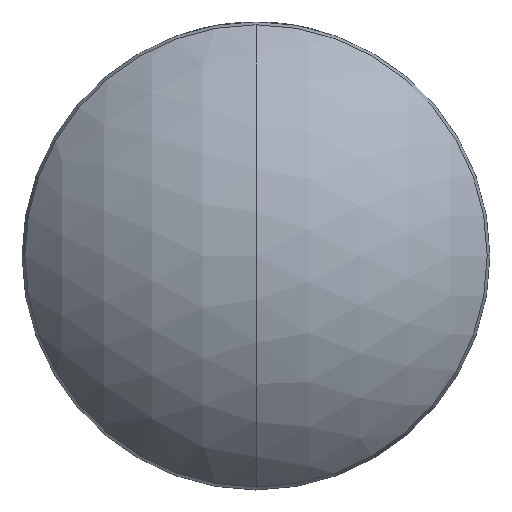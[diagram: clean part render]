
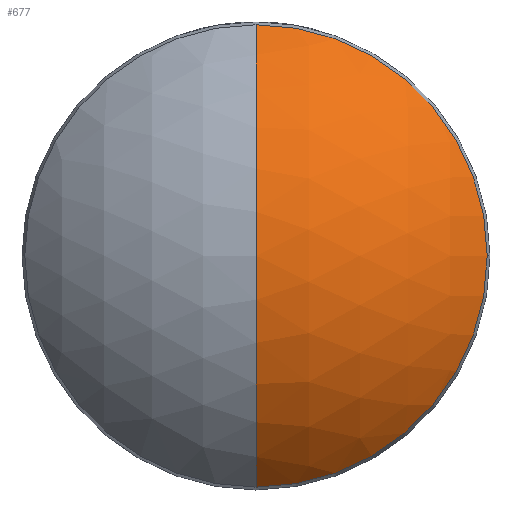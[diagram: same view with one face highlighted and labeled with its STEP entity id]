
A CAD part, top view. The second image highlights one B-rep face of the part: STEP entity #677.
In plain terms, the highlighted spherical face has radius 16.1 mm.
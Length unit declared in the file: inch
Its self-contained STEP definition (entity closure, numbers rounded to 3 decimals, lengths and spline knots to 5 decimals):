
#23 = SPHERICAL_SURFACE ( 'NONE', #710, 0.63386 ) ;
#124 = CARTESIAN_POINT ( 'NONE',  ( 0., 0., 0.08611 ) ) ;
#146 = CARTESIAN_POINT ( 'NONE',  ( 0., 0., 0.32283 ) ) ;
#201 = EDGE_CURVE ( 'NONE', #1084, #765, #510, .T. ) ;
#208 = EDGE_CURVE ( 'NONE', #1084, #2230, #678, .T. ) ;
#272 = CARTESIAN_POINT ( 'NONE',  ( 0., 0., -0.31102 ) ) ;
#444 = DIRECTION ( 'NONE',  ( 1., 0., 0. ) ) ;
#462 = CARTESIAN_POINT ( 'NONE',  ( 0., 0., -0.31102 ) ) ;
#510 = CIRCLE ( 'NONE', #1604, 0.63386 ) ;
#539 = AXIS2_PLACEMENT_3D ( 'NONE', #462, #1744, #1923 ) ;
#575 = ORIENTED_EDGE ( 'NONE', *, *, #201, .T. ) ;
#607 = ORIENTED_EDGE ( 'NONE', *, *, #2044, .T. ) ;
#639 = CIRCLE ( 'NONE', #2105, 0.49402 ) ;
#675 = DIRECTION ( 'NONE',  ( 0., 0., 1. ) ) ;
#677 = ADVANCED_FACE ( 'NONE', ( #978 ), #23, .T. ) ;
#678 = CIRCLE ( 'NONE', #539, 0.63386 ) ;
#696 = EDGE_CURVE ( 'NONE', #765, #1419, #639, .T. ) ;
#710 = AXIS2_PLACEMENT_3D ( 'NONE', #1586, #2332, #1610 ) ;
#765 = VERTEX_POINT ( 'NONE', #1963 ) ;
#978 = FACE_OUTER_BOUND ( 'NONE', #1491, .T. ) ;
#1084 = VERTEX_POINT ( 'NONE', #146 ) ;
#1419 = VERTEX_POINT ( 'NONE', #1505 ) ;
#1491 = EDGE_LOOP ( 'NONE', ( #2005, #575, #1670, #607 ) ) ;
#1505 = CARTESIAN_POINT ( 'NONE',  ( 0.49402, 0., 0.08611 ) ) ;
#1586 = CARTESIAN_POINT ( 'NONE',  ( 0., 0., -0.31102 ) ) ;
#1595 = CIRCLE ( 'NONE', #1880, 0.49402 ) ;
#1604 = AXIS2_PLACEMENT_3D ( 'NONE', #272, #444, #1730 ) ;
#1610 = DIRECTION ( 'NONE',  ( 0., 1., 0. ) ) ;
#1670 = ORIENTED_EDGE ( 'NONE', *, *, #696, .T. ) ;
#1690 = CARTESIAN_POINT ( 'NONE',  ( 0., 0.49402, 0.08611 ) ) ;
#1730 = DIRECTION ( 'NONE',  ( 0., 1., 0. ) ) ;
#1744 = DIRECTION ( 'NONE',  ( -1., 0., 0. ) ) ;
#1770 = DIRECTION ( 'NONE',  ( 0., 0., 1. ) ) ;
#1798 = CARTESIAN_POINT ( 'NONE',  ( 0., 0., 0.08611 ) ) ;
#1880 = AXIS2_PLACEMENT_3D ( 'NONE', #1798, #675, #1985 ) ;
#1923 = DIRECTION ( 'NONE',  ( 0., 0., 1. ) ) ;
#1938 = DIRECTION ( 'NONE',  ( -1., 0., 0. ) ) ;
#1963 = CARTESIAN_POINT ( 'NONE',  ( 0., -0.49402, 0.08611 ) ) ;
#1985 = DIRECTION ( 'NONE',  ( -1., 0., 0. ) ) ;
#2005 = ORIENTED_EDGE ( 'NONE', *, *, #208, .F. ) ;
#2044 = EDGE_CURVE ( 'NONE', #1419, #2230, #1595, .T. ) ;
#2105 = AXIS2_PLACEMENT_3D ( 'NONE', #124, #1770, #1938 ) ;
#2230 = VERTEX_POINT ( 'NONE', #1690 ) ;
#2332 = DIRECTION ( 'NONE',  ( 1., 0., 0. ) ) ;
